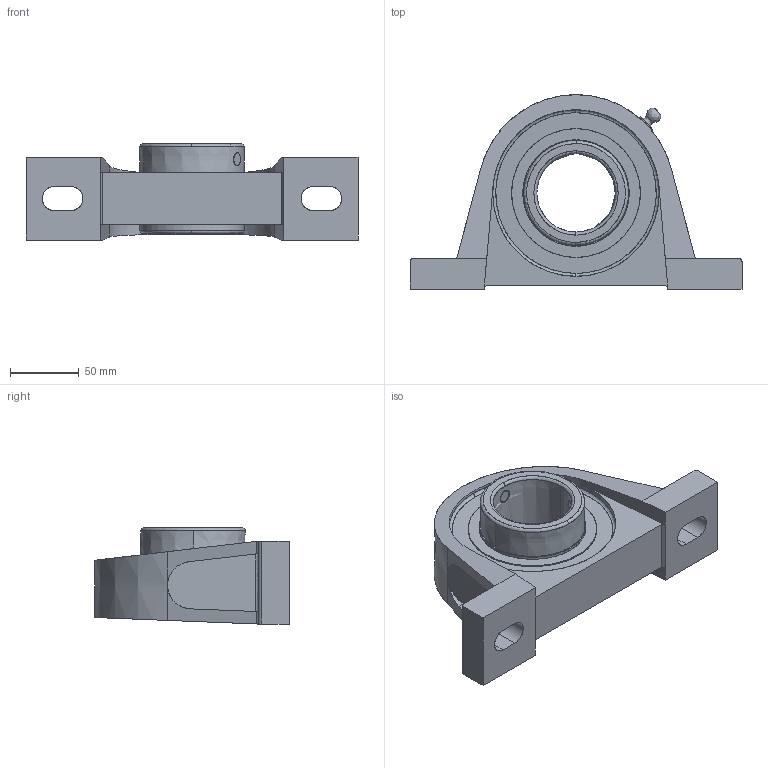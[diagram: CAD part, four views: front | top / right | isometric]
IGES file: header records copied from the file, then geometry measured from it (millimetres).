
Start section: SolidWorks IGES file using analytic representation for surfaces
Global section: file name: VPDEFAU05181448207523.igs; native system: SolidWorks 2010; preprocessor: SolidWorks 2010; author: partstream; date: 100518.144824; units: millimetre
Bounding box: 241.3 x 141.29 x 69.85 mm (x, y, z)
Surface area: 104298.3 mm2 (no closed solid volume)
Topology: 0 solids, 0 shells, 118 faces, 2643 edges, 2652 vertices
Faces by surface type: bspline 75, revolution 43
